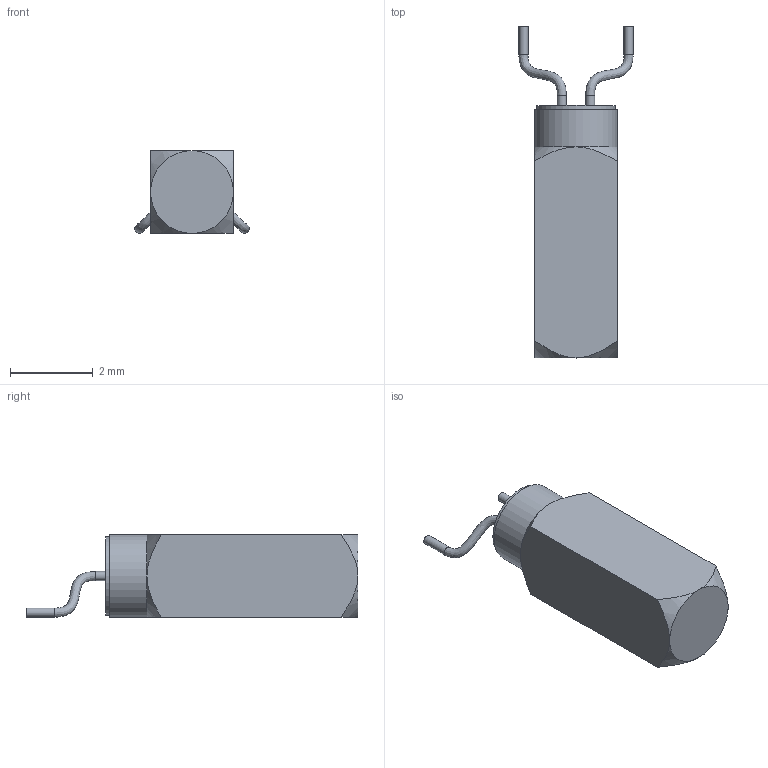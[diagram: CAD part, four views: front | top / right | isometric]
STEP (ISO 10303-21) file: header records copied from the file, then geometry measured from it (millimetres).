
FILE_DESCRIPTION(('FreeCAD Model'),'2;1');
FILE_NAME('Crystal_SMD_MicroCrystal_MS1V-T1K.step','2019-05-28T21:14:47',( 'kicad StepUp'),('ksu MCAD'),'Open CASCADE STEP processor 7.3', 'FreeCAD','Unknown');
FILE_SCHEMA(('AUTOMOTIVE_DESIGN { 1 0 10303 214 1 1 1 1 }'));
Length unit declared in the file: millimetre
Products named in the file (1): Crystal_SMD_MicroCrystal_MS1V-T1K
Bounding box: 2.76 x 8.02 x 2 mm (x, y, z)
Volume: 23.3 mm3; surface area: 58 mm2
Topology: 1 solids, 1 shells, 27 faces, 51 edges, 30 vertices
Faces by surface type: plane 10, cone 8, cylinder 7, bspline 2
Full cylindrical faces by diameter (mm): 0.22 x4, 1.697 x1, 1.89 x1, 2 x1
Entity records: 1162 total; most frequent: CARTESIAN_POINT 459, DIRECTION 105, ORIENTED_EDGE 102, EDGE_CURVE 51, AXIS2_PLACEMENT_3D 47, FACE_BOUND 31, EDGE_LOOP 31, VERTEX_POINT 30
